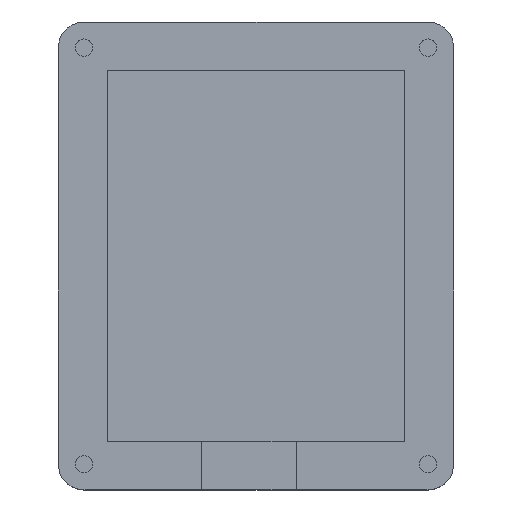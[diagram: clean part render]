
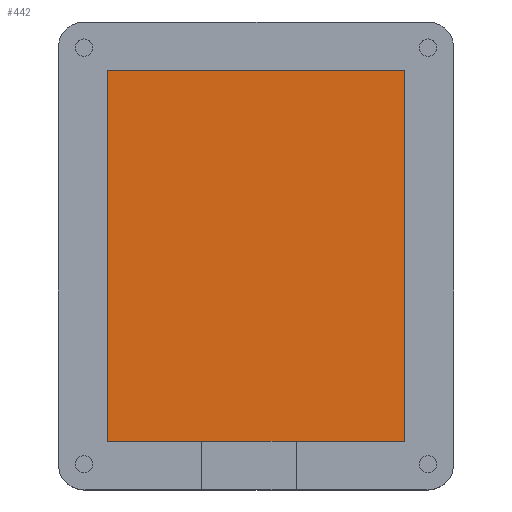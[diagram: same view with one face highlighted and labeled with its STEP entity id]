
A CAD part, top view. The second image highlights one B-rep face of the part: STEP entity #442.
In plain terms, the highlighted planar face has unit normal (0, 0, 1).
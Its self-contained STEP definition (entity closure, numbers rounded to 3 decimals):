
#32=PLANE('',#495);
#54=FACE_OUTER_BOUND('',#84,.T.);
#84=EDGE_LOOP('',(#377,#378,#379,#380));
#130=LINE('',#741,#174);
#132=LINE('',#745,#176);
#133=LINE('',#747,#177);
#134=LINE('',#748,#178);
#174=VECTOR('',#600,10.);
#176=VECTOR('',#604,10.);
#177=VECTOR('',#605,10.);
#178=VECTOR('',#606,10.);
#233=VERTEX_POINT('',#738);
#234=VERTEX_POINT('',#740);
#235=VERTEX_POINT('',#744);
#236=VERTEX_POINT('',#746);
#286=EDGE_CURVE('',#233,#234,#130,.T.);
#288=EDGE_CURVE('',#235,#233,#132,.T.);
#289=EDGE_CURVE('',#236,#235,#133,.T.);
#290=EDGE_CURVE('',#234,#236,#134,.T.);
#377=ORIENTED_EDGE('',*,*,#286,.F.);
#378=ORIENTED_EDGE('',*,*,#288,.F.);
#379=ORIENTED_EDGE('',*,*,#289,.F.);
#380=ORIENTED_EDGE('',*,*,#290,.F.);
#442=ADVANCED_FACE('',(#54),#32,.T.);
#495=AXIS2_PLACEMENT_3D('',#743,#602,#603);
#600=DIRECTION('',(-1.,0.,0.));
#602=DIRECTION('center_axis',(0.,0.,1.));
#603=DIRECTION('ref_axis',(1.,0.,0.));
#604=DIRECTION('',(0.,-1.,0.));
#605=DIRECTION('',(1.,0.,0.));
#606=DIRECTION('',(0.,1.,0.));
#738=CARTESIAN_POINT('',(-30.33,-77.884,1.));
#740=CARTESIAN_POINT('',(-88.53,-77.884,1.));
#741=CARTESIAN_POINT('',(-44.88,-77.884,1.));
#743=CARTESIAN_POINT('Origin',(-59.43,-41.684,1.));
#744=CARTESIAN_POINT('',(-30.33,-5.484,1.));
#745=CARTESIAN_POINT('',(-30.33,-23.584,1.));
#746=CARTESIAN_POINT('',(-88.53,-5.484,1.));
#747=CARTESIAN_POINT('',(-73.98,-5.484,1.));
#748=CARTESIAN_POINT('',(-88.53,-59.784,1.));
